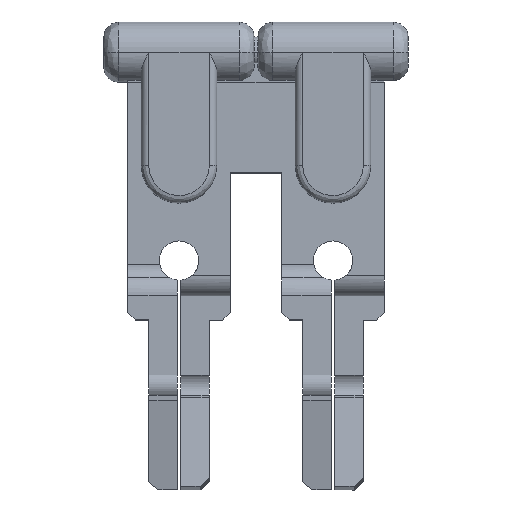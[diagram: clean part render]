
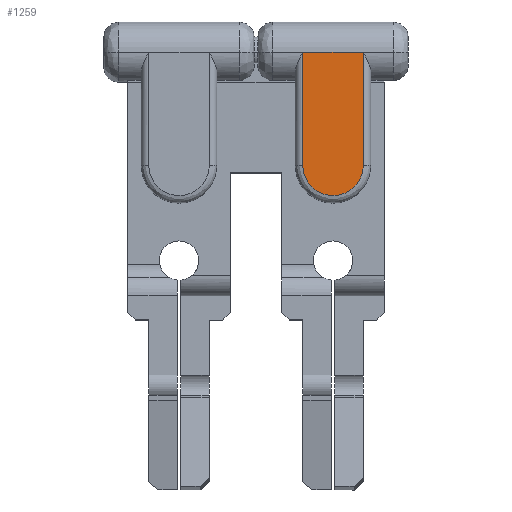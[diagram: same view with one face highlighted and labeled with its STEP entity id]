
A CAD part, top view. The second image highlights one B-rep face of the part: STEP entity #1259.
In plain terms, the highlighted planar face has unit normal (0, 0, 1).
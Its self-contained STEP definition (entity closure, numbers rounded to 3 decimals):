
#69 = CARTESIAN_POINT ( 'NONE',  ( -111.704, -4.259, 1.35 ) ) ;
#83 = CARTESIAN_POINT ( 'NONE',  ( -111.848, -4.316, 1.35 ) ) ;
#103 = CARTESIAN_POINT ( 'NONE',  ( -111.862, -4.321, 1.35 ) ) ;
#109 = CARTESIAN_POINT ( 'NONE',  ( -111.892, -4.331, 1.35 ) ) ;
#115 = LINE ( 'NONE', #710, #4588 ) ;
#123 = CARTESIAN_POINT ( 'NONE',  ( -111.937, -4.346, 1.35 ) ) ;
#130 = CARTESIAN_POINT ( 'NONE',  ( -112.043, -4.371, 1.35 ) ) ;
#140 = CARTESIAN_POINT ( 'NONE',  ( -112.137, -4.38, 1.35 ) ) ;
#141 = CARTESIAN_POINT ( 'NONE',  ( -112.327, -4.38, 1.35 ) ) ;
#156 = CARTESIAN_POINT ( 'NONE',  ( -112.45, -4.357, 1.35 ) ) ;
#161 = CARTESIAN_POINT ( 'NONE',  ( -112.583, -4.304, 1.35 ) ) ;
#178 = CARTESIAN_POINT ( 'NONE',  ( -112.6, -4.297, 1.35 ) ) ;
#183 = CARTESIAN_POINT ( 'NONE',  ( -112.631, -4.282, 1.35 ) ) ;
#202 = CARTESIAN_POINT ( 'NONE',  ( -112.677, -4.26, 1.35 ) ) ;
#219 = CARTESIAN_POINT ( 'NONE',  ( -112.78, -4.2, 1.35 ) ) ;
#243 = CARTESIAN_POINT ( 'NONE',  ( -112.858, -4.136, 1.35 ) ) ;
#264 = CARTESIAN_POINT ( 'NONE',  ( -113.004, -3.99, 1.35 ) ) ;
#265 = EDGE_LOOP ( 'NONE', ( #1840, #996, #892, #330 ) ) ;
#330 = ORIENTED_EDGE ( 'NONE', *, *, #4017, .T. ) ;
#387 = CARTESIAN_POINT ( 'NONE',  ( -111.2, -3.38, 1.35 ) ) ;
#433 = CARTESIAN_POINT ( 'NONE',  ( -113.079, -3.876, 1.35 ) ) ;
#456 = CARTESIAN_POINT ( 'NONE',  ( -113.136, -3.732, 1.35 ) ) ;
#474 = CARTESIAN_POINT ( 'NONE',  ( -113.141, -3.719, 1.35 ) ) ;
#500 = CARTESIAN_POINT ( 'NONE',  ( -113.151, -3.689, 1.35 ) ) ;
#520 = CARTESIAN_POINT ( 'NONE',  ( -113.166, -3.644, 1.35 ) ) ;
#535 = CARTESIAN_POINT ( 'NONE',  ( -113.191, -3.537, 1.35 ) ) ;
#615 = CARTESIAN_POINT ( 'NONE',  ( -113.2, -3.444, 1.35 ) ) ;
#642 = LINE ( 'NONE', #965, #3081 ) ;
#673 = CARTESIAN_POINT ( 'NONE',  ( -113.2, -3.38, 1.35 ) ) ;
#687 = DIRECTION ( 'NONE',  ( 0., 1., 0. ) ) ;
#710 = CARTESIAN_POINT ( 'NONE',  ( -111.2, -3.38, 1.35 ) ) ;
#892 = ORIENTED_EDGE ( 'NONE', *, *, #1957, .F. ) ;
#965 = CARTESIAN_POINT ( 'NONE',  ( -106.822, 0.37, 1.35 ) ) ;
#996 = ORIENTED_EDGE ( 'NONE', *, *, #3721, .T. ) ;
#1259 = ADVANCED_FACE ( 'NONE', ( #1823 ), #2273, .T. ) ;
#1823 = FACE_OUTER_BOUND ( 'NONE', #265, .T. ) ;
#1840 = ORIENTED_EDGE ( 'NONE', *, *, #3117, .T. ) ;
#1957 = EDGE_CURVE ( 'NONE', #3554, #4496, #642, .T. ) ;
#2162 = CARTESIAN_POINT ( 'NONE',  ( -113.2, 0.37, 1.35 ) ) ;
#2176 = DIRECTION ( 'NONE',  ( 1., 0., 0. ) ) ;
#2179 = DIRECTION ( 'NONE',  ( 0., 0., 1. ) ) ;
#2191 = CARTESIAN_POINT ( 'NONE',  ( -112.2, -3.38, 1.35 ) ) ;
#2273 = PLANE ( 'NONE',  #5237 ) ;
#2409 = DIRECTION ( 'NONE',  ( 0., -1., 0. ) ) ;
#2416 = CARTESIAN_POINT ( 'NONE',  ( -113.2, -3.38, 1.35 ) ) ;
#2564 = VERTEX_POINT ( 'NONE', #387 ) ;
#2704 = CARTESIAN_POINT ( 'NONE',  ( -111.2, 0.37, 1.35 ) ) ;
#3081 = VECTOR ( 'NONE', #5542, 1000. ) ;
#3117 = EDGE_CURVE ( 'NONE', #4854, #2564, #5207, .T. ) ;
#3554 = VERTEX_POINT ( 'NONE', #2162 ) ;
#3721 = EDGE_CURVE ( 'NONE', #2564, #4496, #115, .T. ) ;
#4017 = EDGE_CURVE ( 'NONE', #3554, #4854, #4849, .T. ) ;
#4242 = CARTESIAN_POINT ( 'NONE',  ( -113.2, -3.38, 1.35 ) ) ;
#4496 = VERTEX_POINT ( 'NONE', #2704 ) ;
#4582 = VECTOR ( 'NONE', #2409, 1000. ) ;
#4588 = VECTOR ( 'NONE', #687, 1000. ) ;
#4849 = LINE ( 'NONE', #2416, #4582 ) ;
#4854 = VERTEX_POINT ( 'NONE', #4242 ) ;
#5207 = B_SPLINE_CURVE_WITH_KNOTS ( 'NONE', 3,
 ( #673, #615, #535, #520, #500, #474, #456, #433, #264, #243, #219, #202, #183, #178, #161, #156, #141, #140, #130, #123, #109, #103, #83, #69, #5645, #5637, #5596, #5632, #5564, #5552, #5524, #5502, #5490, #5466 ),
 .UNSPECIFIED., .F., .F.,
 ( 4, 1, 1, 2, 2, 2, 1, 1, 2, 2, 2, 1, 1, 2, 2, 2, 1, 1, 2, 2, 4 ),
 ( 0., 0.062, 0.094, 0.109, 0.125, 0.25, 0.312, 0.344, 0.359, 0.375, 0.5, 0.562, 0.594, 0.609, 0.625, 0.75, 0.812, 0.844, 0.859, 0.875, 1. ),
 .UNSPECIFIED. ) ;
#5237 = AXIS2_PLACEMENT_3D ( 'NONE', #2191, #2179, #2176 ) ;
#5466 = CARTESIAN_POINT ( 'NONE',  ( -111.2, -3.38, 1.35 ) ) ;
#5490 = CARTESIAN_POINT ( 'NONE',  ( -111.2, -3.508, 1.35 ) ) ;
#5502 = CARTESIAN_POINT ( 'NONE',  ( -111.224, -3.63, 1.35 ) ) ;
#5524 = CARTESIAN_POINT ( 'NONE',  ( -111.276, -3.763, 1.35 ) ) ;
#5542 = DIRECTION ( 'NONE',  ( 1., 0., 0. ) ) ;
#5552 = CARTESIAN_POINT ( 'NONE',  ( -111.283, -3.78, 1.35 ) ) ;
#5564 = CARTESIAN_POINT ( 'NONE',  ( -111.298, -3.811, 1.35 ) ) ;
#5596 = CARTESIAN_POINT ( 'NONE',  ( -111.38, -3.96, 1.35 ) ) ;
#5632 = CARTESIAN_POINT ( 'NONE',  ( -111.32, -3.857, 1.35 ) ) ;
#5637 = CARTESIAN_POINT ( 'NONE',  ( -111.444, -4.038, 1.35 ) ) ;
#5645 = CARTESIAN_POINT ( 'NONE',  ( -111.59, -4.184, 1.35 ) ) ;
